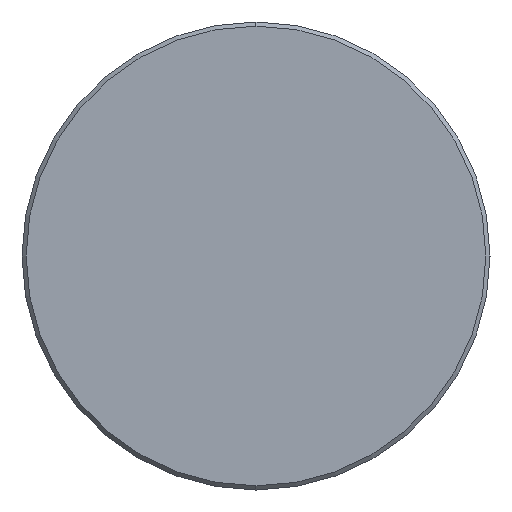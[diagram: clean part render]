
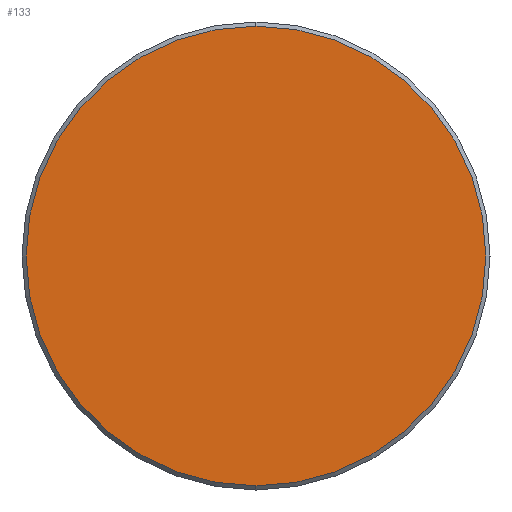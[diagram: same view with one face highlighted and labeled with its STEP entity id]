
A CAD part, left-side view. The second image highlights one B-rep face of the part: STEP entity #133.
In plain terms, the highlighted planar face has unit normal (-1, 0, 0).
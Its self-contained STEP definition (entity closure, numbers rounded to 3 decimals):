
#36 = ORIENTED_EDGE ( 'NONE', *, *, #199, .T. ) ;
#46 = DIRECTION ( 'NONE',  ( -1., 0., 0. ) ) ;
#73 = CIRCLE ( 'NONE', #659, 16.7 ) ;
#129 = EDGE_LOOP ( 'NONE', ( #36, #222 ) ) ;
#133 = ADVANCED_FACE ( 'NONE', ( #600 ), #353, .F. ) ;
#163 = CARTESIAN_POINT ( 'NONE',  ( 0., 0., 0. ) ) ;
#199 = EDGE_CURVE ( 'NONE', #424, #505, #73, .T. ) ;
#201 = DIRECTION ( 'NONE',  ( 0., 0., 1. ) ) ;
#207 = DIRECTION ( 'NONE',  ( 0., 0., 1. ) ) ;
#213 = DIRECTION ( 'NONE',  ( -1., 0., 0. ) ) ;
#222 = ORIENTED_EDGE ( 'NONE', *, *, #676, .T. ) ;
#251 = DIRECTION ( 'NONE',  ( 0., 0., -1. ) ) ;
#255 = CARTESIAN_POINT ( 'NONE',  ( 0., 0., 0. ) ) ;
#295 = CARTESIAN_POINT ( 'NONE',  ( 0., 0., 0. ) ) ;
#353 = PLANE ( 'NONE',  #687 ) ;
#357 = CARTESIAN_POINT ( 'NONE',  ( 0., 0., -16.7 ) ) ;
#424 = VERTEX_POINT ( 'NONE', #357 ) ;
#505 = VERTEX_POINT ( 'NONE', #532 ) ;
#532 = CARTESIAN_POINT ( 'NONE',  ( 0., 0., 16.7 ) ) ;
#562 = CIRCLE ( 'NONE', #620, 16.7 ) ;
#600 = FACE_OUTER_BOUND ( 'NONE', #129, .T. ) ;
#620 = AXIS2_PLACEMENT_3D ( 'NONE', #295, #46, #201 ) ;
#626 = DIRECTION ( 'NONE',  ( 1., 0., 0. ) ) ;
#659 = AXIS2_PLACEMENT_3D ( 'NONE', #163, #213, #207 ) ;
#676 = EDGE_CURVE ( 'NONE', #505, #424, #562, .T. ) ;
#687 = AXIS2_PLACEMENT_3D ( 'NONE', #255, #626, #251 ) ;
